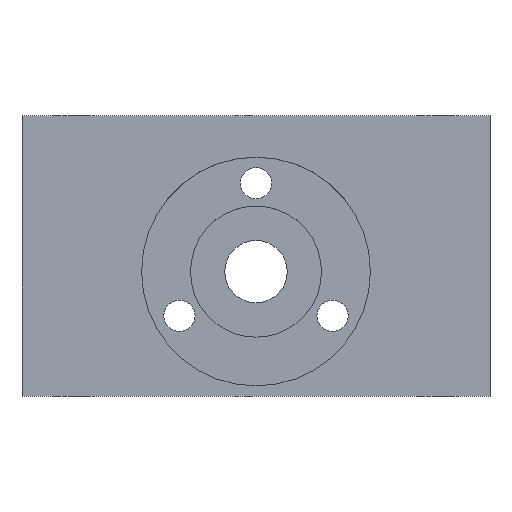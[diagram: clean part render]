
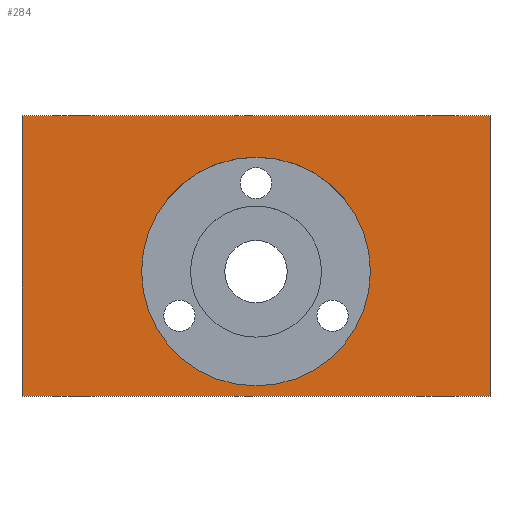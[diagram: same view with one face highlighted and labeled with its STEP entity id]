
A CAD part, top view. The second image highlights one B-rep face of the part: STEP entity #284.
In plain terms, the highlighted planar face has unit normal (0, 0, 1).
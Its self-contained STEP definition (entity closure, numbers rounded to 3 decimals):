
#17=FACE_BOUND('',#61,.T.);
#31=PLANE('',#331);
#42=FACE_OUTER_BOUND('',#60,.T.);
#60=EDGE_LOOP('',(#221,#222,#223,#224));
#61=EDGE_LOOP('',(#225));
#86=LINE('',#458,#106);
#90=LINE('',#470,#110);
#93=LINE('',#476,#113);
#94=LINE('',#477,#114);
#106=VECTOR('',#375,10.);
#110=VECTOR('',#385,10.);
#113=VECTOR('',#390,10.);
#114=VECTOR('',#391,10.);
#131=CIRCLE('',#332,11.);
#145=VERTEX_POINT('',#456);
#146=VERTEX_POINT('',#457);
#151=VERTEX_POINT('',#469);
#153=VERTEX_POINT('',#475);
#154=VERTEX_POINT('',#478);
#172=EDGE_CURVE('',#145,#146,#86,.T.);
#178=EDGE_CURVE('',#145,#151,#90,.T.);
#181=EDGE_CURVE('',#146,#153,#93,.T.);
#182=EDGE_CURVE('',#151,#153,#94,.T.);
#183=EDGE_CURVE('',#154,#154,#131,.T.);
#221=ORIENTED_EDGE('',*,*,#172,.T.);
#222=ORIENTED_EDGE('',*,*,#181,.T.);
#223=ORIENTED_EDGE('',*,*,#182,.F.);
#224=ORIENTED_EDGE('',*,*,#178,.F.);
#225=ORIENTED_EDGE('',*,*,#183,.T.);
#284=ADVANCED_FACE('',(#42,#17),#31,.T.);
#331=AXIS2_PLACEMENT_3D('',#474,#388,#389);
#332=AXIS2_PLACEMENT_3D('',#479,#392,#393);
#375=DIRECTION('',(1.,0.,0.));
#385=DIRECTION('',(0.,1.,0.));
#388=DIRECTION('center_axis',(0.,0.,1.));
#389=DIRECTION('ref_axis',(1.,0.,0.));
#390=DIRECTION('',(0.,1.,0.));
#391=DIRECTION('',(1.,0.,0.));
#392=DIRECTION('center_axis',(0.,0.,-1.));
#393=DIRECTION('ref_axis',(1.,0.,0.));
#456=CARTESIAN_POINT('',(-22.5,3.,5.));
#457=CARTESIAN_POINT('',(22.5,3.,5.));
#458=CARTESIAN_POINT('',(-11.25,3.,5.));
#469=CARTESIAN_POINT('',(-22.5,30.,5.));
#470=CARTESIAN_POINT('',(-22.5,0.,5.));
#474=CARTESIAN_POINT('Origin',(-22.5,0.,5.));
#475=CARTESIAN_POINT('',(22.5,30.,5.));
#476=CARTESIAN_POINT('',(22.5,0.,5.));
#477=CARTESIAN_POINT('',(-22.5,30.,5.));
#478=CARTESIAN_POINT('',(-11.,15.,5.));
#479=CARTESIAN_POINT('Origin',(0.,15.,5.));
